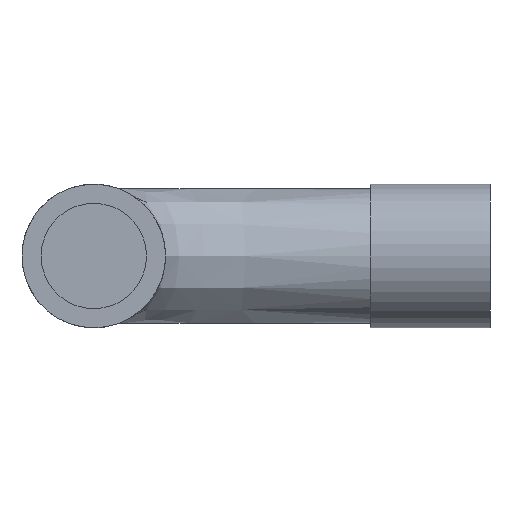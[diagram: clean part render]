
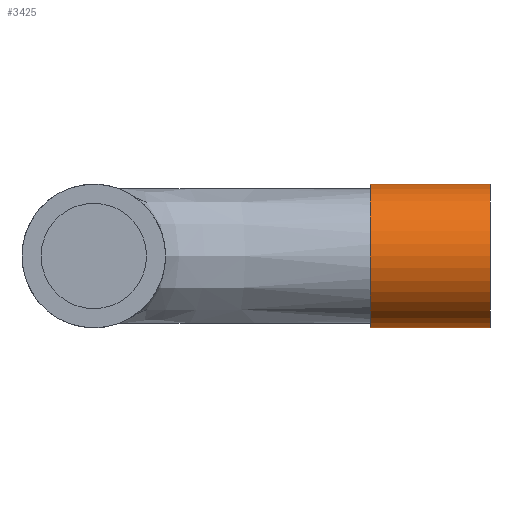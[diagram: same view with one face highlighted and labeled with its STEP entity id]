
A CAD part, left-side view. The second image highlights one B-rep face of the part: STEP entity #3425.
In plain terms, the highlighted cylindrical face has radius 150 mm (diameter 300 mm), a partial arc.
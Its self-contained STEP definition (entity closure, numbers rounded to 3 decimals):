
#42 = DIRECTION ( 'NONE',  ( 0., -1., 0. ) ) ;
#246 = CIRCLE ( 'NONE', #4045, 150. ) ;
#265 = CARTESIAN_POINT ( 'NONE',  ( 0., 0., 150. ) ) ;
#343 = VECTOR ( 'NONE', #1027, 1000. ) ;
#585 = VERTEX_POINT ( 'NONE', #265 ) ;
#659 = EDGE_CURVE ( 'NONE', #3905, #757, #4015, .T. ) ;
#757 = VERTEX_POINT ( 'NONE', #1101 ) ;
#797 = VECTOR ( 'NONE', #2494, 1000. ) ;
#879 = EDGE_CURVE ( 'NONE', #585, #1751, #246, .T. ) ;
#1027 = DIRECTION ( 'NONE',  ( 0., 1., 0. ) ) ;
#1101 = CARTESIAN_POINT ( 'NONE',  ( 0., -250., -150. ) ) ;
#1192 = FACE_OUTER_BOUND ( 'NONE', #1308, .T. ) ;
#1308 = EDGE_LOOP ( 'NONE', ( #1797, #3591, #2309, #2199 ) ) ;
#1702 = CARTESIAN_POINT ( 'NONE',  ( 0., 0., -150. ) ) ;
#1751 = VERTEX_POINT ( 'NONE', #1702 ) ;
#1795 = DIRECTION ( 'NONE',  ( 0., 0., -1. ) ) ;
#1797 = ORIENTED_EDGE ( 'NONE', *, *, #3818, .F. ) ;
#1966 = LINE ( 'NONE', #3157, #343 ) ;
#2199 = ORIENTED_EDGE ( 'NONE', *, *, #879, .T. ) ;
#2309 = ORIENTED_EDGE ( 'NONE', *, *, #3836, .T. ) ;
#2484 = DIRECTION ( 'NONE',  ( 0., 0., 1. ) ) ;
#2494 = DIRECTION ( 'NONE',  ( 0., 1., 0. ) ) ;
#2502 = CARTESIAN_POINT ( 'NONE',  ( 0., -250., 0. ) ) ;
#2933 = AXIS2_PLACEMENT_3D ( 'NONE', #3503, #3837, #2484 ) ;
#3115 = AXIS2_PLACEMENT_3D ( 'NONE', #2502, #42, #3604 ) ;
#3157 = CARTESIAN_POINT ( 'NONE',  ( 0., -250., 150. ) ) ;
#3171 = CARTESIAN_POINT ( 'NONE',  ( 0., -250., 150. ) ) ;
#3357 = CYLINDRICAL_SURFACE ( 'NONE', #2933, 150. ) ;
#3425 = ADVANCED_FACE ( 'NONE', ( #1192 ), #3357, .T. ) ;
#3503 = CARTESIAN_POINT ( 'NONE',  ( 0., -250., 0. ) ) ;
#3587 = CARTESIAN_POINT ( 'NONE',  ( 0., 0., 0. ) ) ;
#3591 = ORIENTED_EDGE ( 'NONE', *, *, #659, .F. ) ;
#3604 = DIRECTION ( 'NONE',  ( 0., 0., -1. ) ) ;
#3818 = EDGE_CURVE ( 'NONE', #757, #1751, #4284, .T. ) ;
#3836 = EDGE_CURVE ( 'NONE', #3905, #585, #1966, .T. ) ;
#3837 = DIRECTION ( 'NONE',  ( 0., 1., 0. ) ) ;
#3905 = VERTEX_POINT ( 'NONE', #3171 ) ;
#4015 = CIRCLE ( 'NONE', #3115, 150. ) ;
#4045 = AXIS2_PLACEMENT_3D ( 'NONE', #3587, #4305, #1795 ) ;
#4284 = LINE ( 'NONE', #4556, #797 ) ;
#4305 = DIRECTION ( 'NONE',  ( 0., -1., 0. ) ) ;
#4556 = CARTESIAN_POINT ( 'NONE',  ( 0., -250., -150. ) ) ;
